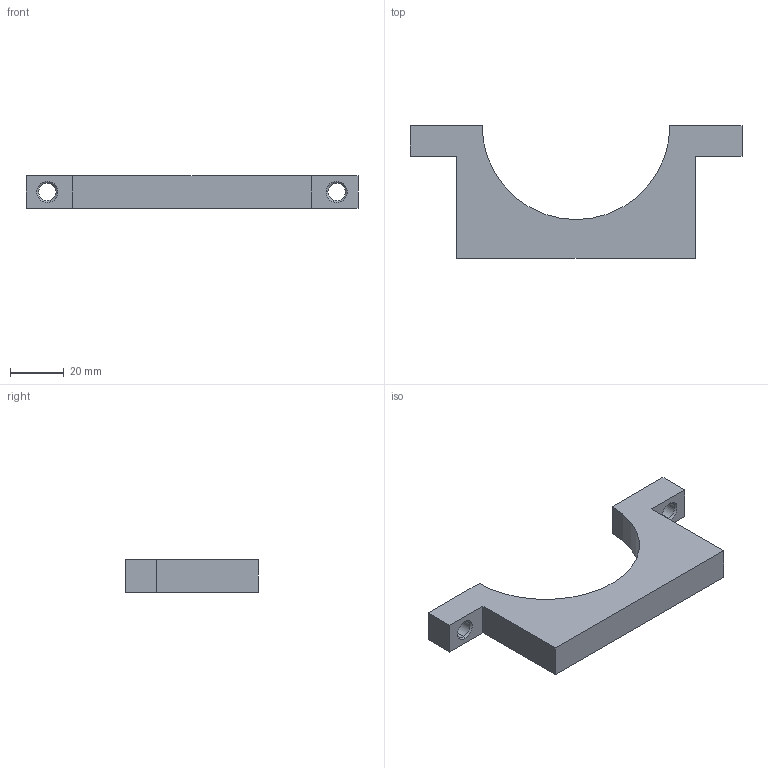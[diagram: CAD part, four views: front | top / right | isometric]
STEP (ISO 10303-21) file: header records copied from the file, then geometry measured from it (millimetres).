
FILE_DESCRIPTION (( 'STEP AP214' ), '1' );
FILE_NAME ('2D MOT Holder Front Top STEP.STEP', '2024-10-05T04:06:25', ( '' ), ( '' ), 'SwSTEP 2.0', 'SolidWorks 2023', '' );
FILE_SCHEMA (( 'AUTOMOTIVE_DESIGN' ));
Length unit declared in the file: inch
Products named in the file (1): 2D MOT Holder Front Top STEP
Bounding box: 123.83 x 49.53 x 12.19 mm (x, y, z)
Volume: 34238.4 mm3; surface area: 10766.4 mm2
Topology: 1 solids, 1 shells, 24 faces, 58 edges, 36 vertices
Faces by surface type: plane 11, cone 8, cylinder 5
Entity records: 731 total; most frequent: DIRECTION 126, CARTESIAN_POINT 119, ORIENTED_EDGE 116, EDGE_CURVE 58, AXIS2_PLACEMENT_3D 43, VECTOR 40, LINE 40, VERTEX_POINT 36
